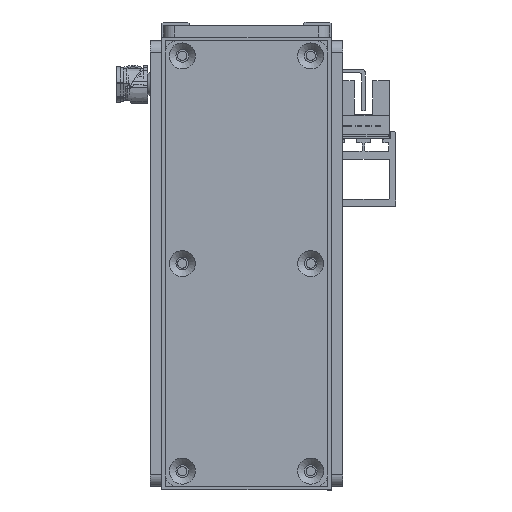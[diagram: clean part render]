
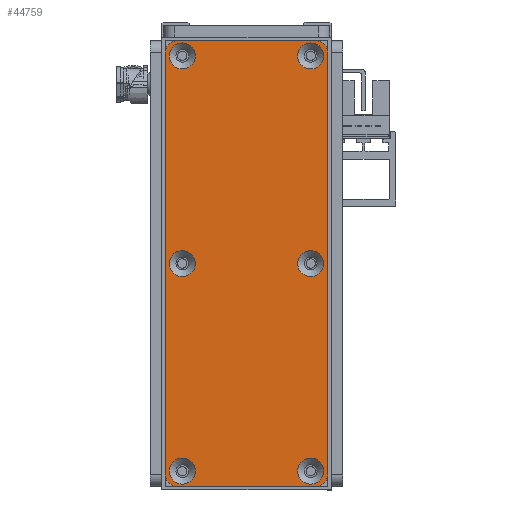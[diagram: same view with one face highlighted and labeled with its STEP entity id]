
A CAD part, front view. The second image highlights one B-rep face of the part: STEP entity #44759.
In plain terms, the highlighted face is planar.
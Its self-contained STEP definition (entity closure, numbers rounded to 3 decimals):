
#857=FACE_BOUND('',#6800,.T.);
#858=FACE_BOUND('',#6801,.T.);
#859=FACE_BOUND('',#6802,.T.);
#860=FACE_BOUND('',#6803,.T.);
#861=FACE_BOUND('',#6804,.T.);
#862=FACE_BOUND('',#6805,.T.);
#1576=PLANE('',#48797);
#4109=FACE_OUTER_BOUND('',#6799,.T.);
#6799=EDGE_LOOP('',(#36152,#36153,#36154,#36155,#36156,#36157,#36158,#36159));
#6800=EDGE_LOOP('',(#36160));
#6801=EDGE_LOOP('',(#36161));
#6802=EDGE_LOOP('',(#36162));
#6803=EDGE_LOOP('',(#36163));
#6804=EDGE_LOOP('',(#36164));
#6805=EDGE_LOOP('',(#36165));
#9864=LINE('',#71084,#14721);
#9868=LINE('',#71096,#14725);
#9872=LINE('',#71108,#14729);
#9876=LINE('',#71118,#14733);
#14721=VECTOR('',#56792,10.);
#14725=VECTOR('',#56804,10.);
#14729=VECTOR('',#56816,10.);
#14733=VECTOR('',#56828,10.);
#19016=CIRCLE('',#48751,3.45);
#19019=CIRCLE('',#48756,3.45);
#19022=CIRCLE('',#48761,3.45);
#19025=CIRCLE('',#48766,3.45);
#19028=CIRCLE('',#48771,3.45);
#19031=CIRCLE('',#48776,3.45);
#19035=CIRCLE('',#48782,3.);
#19037=CIRCLE('',#48786,3.);
#19039=CIRCLE('',#48790,3.);
#19041=CIRCLE('',#48794,3.);
#21256=VERTEX_POINT('',#71012);
#21259=VERTEX_POINT('',#71022);
#21262=VERTEX_POINT('',#71032);
#21265=VERTEX_POINT('',#71042);
#21268=VERTEX_POINT('',#71052);
#21271=VERTEX_POINT('',#71062);
#21276=VERTEX_POINT('',#71075);
#21277=VERTEX_POINT('',#71077);
#21279=VERTEX_POINT('',#71083);
#21281=VERTEX_POINT('',#71089);
#21283=VERTEX_POINT('',#71095);
#21285=VERTEX_POINT('',#71101);
#21287=VERTEX_POINT('',#71107);
#21289=VERTEX_POINT('',#71113);
#26565=EDGE_CURVE('',#21256,#21256,#19016,.T.);
#26570=EDGE_CURVE('',#21259,#21259,#19019,.T.);
#26575=EDGE_CURVE('',#21262,#21262,#19022,.T.);
#26580=EDGE_CURVE('',#21265,#21265,#19025,.T.);
#26585=EDGE_CURVE('',#21268,#21268,#19028,.T.);
#26590=EDGE_CURVE('',#21271,#21271,#19031,.T.);
#26597=EDGE_CURVE('',#21277,#21276,#19035,.T.);
#26600=EDGE_CURVE('',#21279,#21277,#9864,.T.);
#26603=EDGE_CURVE('',#21281,#21279,#19037,.T.);
#26606=EDGE_CURVE('',#21283,#21281,#9868,.T.);
#26609=EDGE_CURVE('',#21285,#21283,#19039,.T.);
#26612=EDGE_CURVE('',#21287,#21285,#9872,.T.);
#26615=EDGE_CURVE('',#21289,#21287,#19041,.T.);
#26618=EDGE_CURVE('',#21276,#21289,#9876,.T.);
#36152=ORIENTED_EDGE('',*,*,#26618,.T.);
#36153=ORIENTED_EDGE('',*,*,#26615,.T.);
#36154=ORIENTED_EDGE('',*,*,#26612,.T.);
#36155=ORIENTED_EDGE('',*,*,#26609,.T.);
#36156=ORIENTED_EDGE('',*,*,#26606,.T.);
#36157=ORIENTED_EDGE('',*,*,#26603,.T.);
#36158=ORIENTED_EDGE('',*,*,#26600,.T.);
#36159=ORIENTED_EDGE('',*,*,#26597,.T.);
#36160=ORIENTED_EDGE('',*,*,#26565,.T.);
#36161=ORIENTED_EDGE('',*,*,#26570,.T.);
#36162=ORIENTED_EDGE('',*,*,#26575,.T.);
#36163=ORIENTED_EDGE('',*,*,#26580,.T.);
#36164=ORIENTED_EDGE('',*,*,#26585,.T.);
#36165=ORIENTED_EDGE('',*,*,#26590,.T.);
#44759=ADVANCED_FACE('',(#4109,#857,#858,#859,#860,#861,#862),#1576,.T.);
#48751=AXIS2_PLACEMENT_3D('',#71013,#56711,#56712);
#48756=AXIS2_PLACEMENT_3D('',#71023,#56723,#56724);
#48761=AXIS2_PLACEMENT_3D('',#71033,#56735,#56736);
#48766=AXIS2_PLACEMENT_3D('',#71043,#56747,#56748);
#48771=AXIS2_PLACEMENT_3D('',#71053,#56759,#56760);
#48776=AXIS2_PLACEMENT_3D('',#71063,#56771,#56772);
#48782=AXIS2_PLACEMENT_3D('',#71078,#56786,#56787);
#48786=AXIS2_PLACEMENT_3D('',#71090,#56798,#56799);
#48790=AXIS2_PLACEMENT_3D('',#71102,#56810,#56811);
#48794=AXIS2_PLACEMENT_3D('',#71114,#56822,#56823);
#48797=AXIS2_PLACEMENT_3D('',#71120,#56831,#56832);
#56711=DIRECTION('center_axis',(0.,0.,-1.));
#56712=DIRECTION('ref_axis',(1.,0.,0.));
#56723=DIRECTION('center_axis',(0.,0.,-1.));
#56724=DIRECTION('ref_axis',(1.,0.,0.));
#56735=DIRECTION('center_axis',(0.,0.,-1.));
#56736=DIRECTION('ref_axis',(1.,0.,0.));
#56747=DIRECTION('center_axis',(0.,0.,-1.));
#56748=DIRECTION('ref_axis',(1.,0.,0.));
#56759=DIRECTION('center_axis',(0.,0.,-1.));
#56760=DIRECTION('ref_axis',(1.,0.,0.));
#56771=DIRECTION('center_axis',(0.,0.,-1.));
#56772=DIRECTION('ref_axis',(1.,0.,0.));
#56786=DIRECTION('center_axis',(0.,0.,1.));
#56787=DIRECTION('ref_axis',(-1.,0.,0.));
#56792=DIRECTION('',(0.,1.,0.));
#56798=DIRECTION('center_axis',(0.,0.,1.));
#56799=DIRECTION('ref_axis',(0.,1.,0.));
#56804=DIRECTION('',(1.,0.,0.));
#56810=DIRECTION('center_axis',(0.,0.,1.));
#56811=DIRECTION('ref_axis',(1.,0.,0.));
#56816=DIRECTION('',(0.,-1.,0.));
#56822=DIRECTION('center_axis',(0.,0.,1.));
#56823=DIRECTION('ref_axis',(0.,-1.,0.));
#56828=DIRECTION('',(-1.,0.,0.));
#56831=DIRECTION('center_axis',(0.,0.,1.));
#56832=DIRECTION('ref_axis',(1.,0.,0.));
#71012=CARTESIAN_POINT('',(110.55,4.5,3.));
#71013=CARTESIAN_POINT('Origin',(114.,4.5,3.));
#71022=CARTESIAN_POINT('',(55.55,38.5,3.));
#71023=CARTESIAN_POINT('Origin',(59.,38.5,3.));
#71032=CARTESIAN_POINT('',(55.55,4.5,3.));
#71033=CARTESIAN_POINT('Origin',(59.,4.5,3.));
#71042=CARTESIAN_POINT('',(0.55,38.5,3.));
#71043=CARTESIAN_POINT('Origin',(4.,38.5,3.));
#71052=CARTESIAN_POINT('',(110.55,38.5,3.));
#71053=CARTESIAN_POINT('Origin',(114.,38.5,3.));
#71062=CARTESIAN_POINT('',(0.55,4.5,3.));
#71063=CARTESIAN_POINT('Origin',(4.,4.5,3.));
#71075=CARTESIAN_POINT('',(115.,43.,3.));
#71077=CARTESIAN_POINT('',(118.,40.,3.));
#71078=CARTESIAN_POINT('Origin',(115.,40.,3.));
#71083=CARTESIAN_POINT('',(118.,3.,3.));
#71084=CARTESIAN_POINT('',(118.,40.,3.));
#71089=CARTESIAN_POINT('',(115.,0.,3.));
#71090=CARTESIAN_POINT('Origin',(115.,3.,3.));
#71095=CARTESIAN_POINT('',(3.,0.,3.));
#71096=CARTESIAN_POINT('',(115.,0.,3.));
#71101=CARTESIAN_POINT('',(0.,3.,3.));
#71102=CARTESIAN_POINT('Origin',(3.,3.,3.));
#71107=CARTESIAN_POINT('',(0.,40.,3.));
#71108=CARTESIAN_POINT('',(0.,3.,3.));
#71113=CARTESIAN_POINT('',(3.,43.,3.));
#71114=CARTESIAN_POINT('Origin',(3.,40.,3.));
#71118=CARTESIAN_POINT('',(3.,43.,3.));
#71120=CARTESIAN_POINT('Origin',(59.,21.5,3.));
